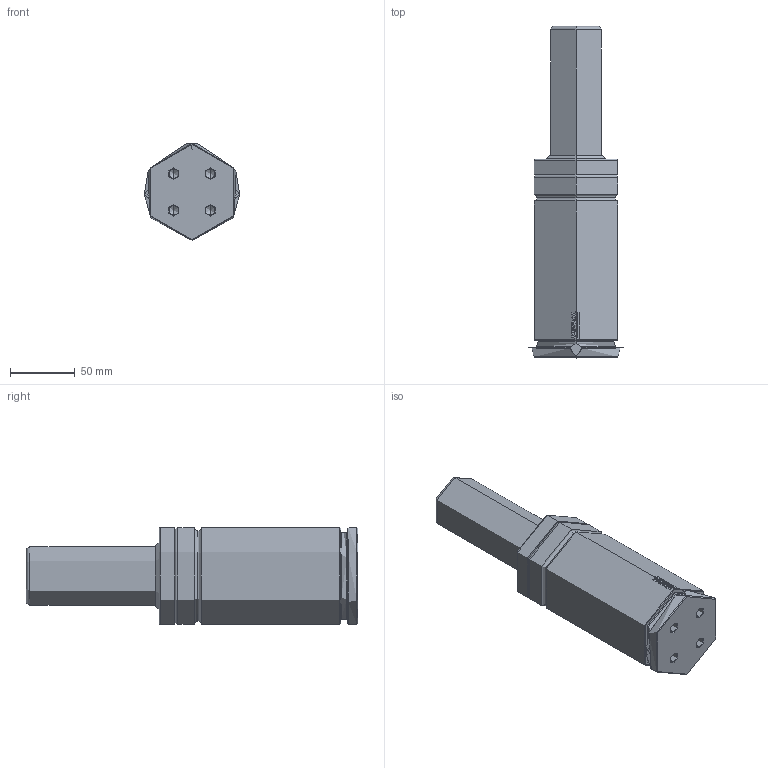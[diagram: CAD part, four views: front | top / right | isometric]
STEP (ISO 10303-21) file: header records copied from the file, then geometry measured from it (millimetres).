
FILE_DESCRIPTION (( 'STEP AP214' ), '1' );
FILE_NAME ('HS-EX2400-100.STEP', '2019-07-12T13:18:44', ( 'Metrol Springs' ), ( 'Hewlett-Packard Company' ), 'SwSTEP 2.0', 'SolidWorks 2017', '' );
FILE_SCHEMA (( 'AUTOMOTIVE_DESIGN' ));
Length unit declared in the file: millimetre
Products named in the file (3): HS-EX2400 Piston_HS-EX2400-100 PISTON; HS-EX2400 Body_HS-EX2400-100 BODY; HS-EX2400-100
Assembly tree (2 placements, depth 2):
  HS-EX2400-100
    HS-EX2400 Body_HS-EX2400-100 BODY
    HS-EX2400 Piston_HS-EX2400-100 PISTON
Bounding box: 73.86 x 257 x 75.01 mm (x, y, z)
Volume: 543622 mm3; surface area: 99752 mm2
Topology: 7 solids, 7 shells, 168 faces, 404 edges, 251 vertices
Faces by surface type: cylinder 56, bspline 41, plane 31, cone 27, torus 13
Entity records: 7450 total; most frequent: CARTESIAN_POINT 2803, ORIENTED_EDGE 788, DIRECTION 619, EDGE_CURVE 394, VERTEX_POINT 251, AXIS2_PLACEMENT_3D 232, EDGE_LOOP 183, ADVANCED_FACE 168
